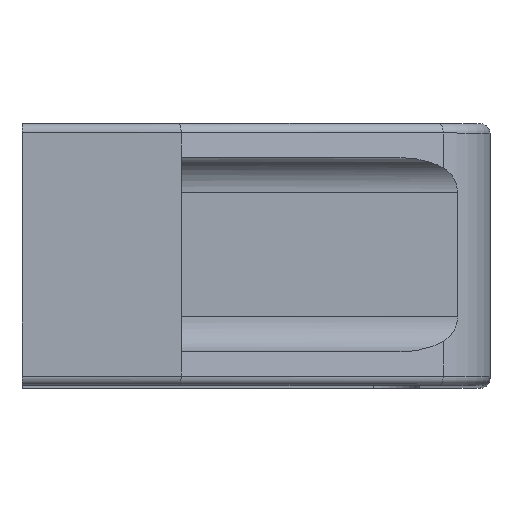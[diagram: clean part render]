
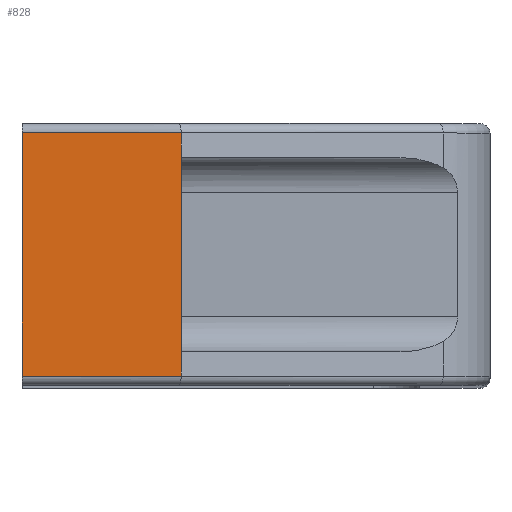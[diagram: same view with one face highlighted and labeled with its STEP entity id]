
A CAD part, top view. The second image highlights one B-rep face of the part: STEP entity #828.
In plain terms, the highlighted planar face has unit normal (0, 0, 1).
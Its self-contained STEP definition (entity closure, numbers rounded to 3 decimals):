
#29=PLANE('',#908);
#66=FACE_OUTER_BOUND('',#116,.T.);
#116=EDGE_LOOP('',(#613,#614,#615,#616,#617,#618));
#212=LINE('',#1282,#286);
#228=LINE('',#1357,#302);
#230=LINE('',#1363,#304);
#231=LINE('',#1365,#305);
#232=LINE('',#1367,#306);
#233=LINE('',#1368,#307);
#286=VECTOR('',#1022,10.);
#302=VECTOR('',#1056,1000.);
#304=VECTOR('',#1062,1000.);
#305=VECTOR('',#1063,10.);
#306=VECTOR('',#1064,1000.);
#307=VECTOR('',#1065,1000.);
#363=VERTEX_POINT('',#1272);
#366=VERTEX_POINT('',#1280);
#384=VERTEX_POINT('',#1356);
#386=VERTEX_POINT('',#1362);
#387=VERTEX_POINT('',#1364);
#388=VERTEX_POINT('',#1366);
#448=EDGE_CURVE('',#366,#363,#212,.T.);
#471=EDGE_CURVE('',#384,#363,#228,.T.);
#474=EDGE_CURVE('',#386,#366,#230,.T.);
#475=EDGE_CURVE('',#387,#386,#231,.T.);
#476=EDGE_CURVE('',#387,#388,#232,.T.);
#477=EDGE_CURVE('',#388,#384,#233,.T.);
#613=ORIENTED_EDGE('',*,*,#448,.F.);
#614=ORIENTED_EDGE('',*,*,#474,.F.);
#615=ORIENTED_EDGE('',*,*,#475,.F.);
#616=ORIENTED_EDGE('',*,*,#476,.T.);
#617=ORIENTED_EDGE('',*,*,#477,.T.);
#618=ORIENTED_EDGE('',*,*,#471,.T.);
#828=ADVANCED_FACE('',(#66),#29,.F.);
#908=AXIS2_PLACEMENT_3D('',#1361,#1060,#1061);
#1022=DIRECTION('',(1.,0.,0.));
#1056=DIRECTION('',(0.,1.,0.));
#1060=DIRECTION('center_axis',(0.,0.,
-1.));
#1061=DIRECTION('ref_axis',(0.,1.,0.));
#1062=DIRECTION('',(0.,1.,0.));
#1063=DIRECTION('',(-1.,0.,0.));
#1064=DIRECTION('',(0.,1.,0.));
#1065=DIRECTION('',(0.,1.,0.));
#1272=CARTESIAN_POINT('',(-81.,-1.,-14.));
#1280=CARTESIAN_POINT('',(-98.,-1.,-14.));
#1282=CARTESIAN_POINT('',(-70.75,-1.,-14.));
#1356=CARTESIAN_POINT('',(-81.,-3.625,-14.));
#1357=CARTESIAN_POINT('',(-81.,-28.,-14.));
#1361=CARTESIAN_POINT('Origin',(-81.,-28.,-14.));
#1362=CARTESIAN_POINT('',(-98.,-27.,-14.));
#1363=CARTESIAN_POINT('',(-98.,-28.,-14.));
#1364=CARTESIAN_POINT('',(-81.,-27.,-14.));
#1365=CARTESIAN_POINT('',(-70.75,-27.,-14.));
#1366=CARTESIAN_POINT('',(-81.,-24.375,-14.));
#1367=CARTESIAN_POINT('',(-81.,-28.,-14.));
#1368=CARTESIAN_POINT('',(-81.,-28.,-14.));
